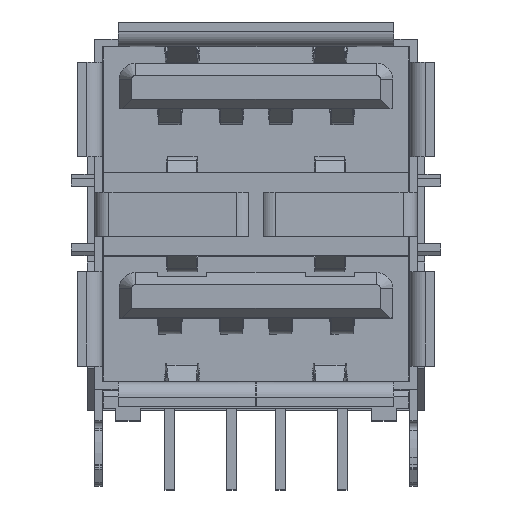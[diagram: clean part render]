
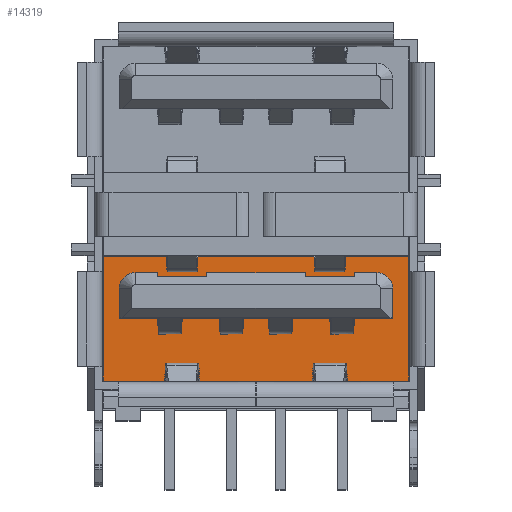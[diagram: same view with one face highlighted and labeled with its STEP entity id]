
A CAD part, top view. The second image highlights one B-rep face of the part: STEP entity #14319.
In plain terms, the highlighted planar face has unit normal (0, 0, 1).
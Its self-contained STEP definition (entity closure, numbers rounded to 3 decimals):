
#73 = CARTESIAN_POINT ( 'NONE',  ( 5.55, -1.584, 8.12 ) ) ;
#447 = CARTESIAN_POINT ( 'NONE',  ( -2., -1.757, 8.12 ) ) ;
#464 = CARTESIAN_POINT ( 'NONE',  ( 4., -0.107, 8.12 ) ) ;
#512 = VECTOR ( 'NONE', #7818, 1000. ) ;
#572 = CARTESIAN_POINT ( 'NONE',  ( 0., -1.584, 8.12 ) ) ;
#735 = DIRECTION ( 'NONE',  ( 1., 0., 0. ) ) ;
#916 = CARTESIAN_POINT ( 'NONE',  ( 5.55, -1.584, 8.12 ) ) ;
#1885 = CARTESIAN_POINT ( 'NONE',  ( 5.55, -2.224, 8.12 ) ) ;
#1886 = VECTOR ( 'NONE', #13813, 1000. ) ;
#2144 = CARTESIAN_POINT ( 'NONE',  ( -5.55, -1.584, 8.12 ) ) ;
#2151 = CARTESIAN_POINT ( 'NONE',  ( 0., -1.757, 8.12 ) ) ;
#2391 = DIRECTION ( 'NONE',  ( 0., -1., 0. ) ) ;
#2435 = ORIENTED_EDGE ( 'NONE', *, *, #3635, .T. ) ;
#2539 = ORIENTED_EDGE ( 'NONE', *, *, #15027, .F. ) ;
#3268 = LINE ( 'NONE', #14029, #18210 ) ;
#3635 = EDGE_CURVE ( 'NONE', #4520, #11021, #8792, .T. ) ;
#3677 = EDGE_CURVE ( 'NONE', #11021, #25174, #7563, .T. ) ;
#4159 = EDGE_CURVE ( 'NONE', #10779, #12647, #21871, .T. ) ;
#4244 = VECTOR ( 'NONE', #20707, 1000. ) ;
#4246 = CARTESIAN_POINT ( 'NONE',  ( 2., -1.584, 8.12 ) ) ;
#4264 = EDGE_CURVE ( 'NONE', #15594, #12037, #3268, .T. ) ;
#4384 = DIRECTION ( 'NONE',  ( 0., 1., 0. ) ) ;
#4415 = VERTEX_POINT ( 'NONE', #21526 ) ;
#4516 = CARTESIAN_POINT ( 'NONE',  ( -4., -1.757, 8.12 ) ) ;
#4520 = VERTEX_POINT ( 'NONE', #447 ) ;
#4579 = ORIENTED_EDGE ( 'NONE', *, *, #4159, .F. ) ;
#4787 = ORIENTED_EDGE ( 'NONE', *, *, #7660, .T. ) ;
#5188 = AXIS2_PLACEMENT_3D ( 'NONE', #19945, #8258, #21891 ) ;
#5481 = DIRECTION ( 'NONE',  ( 0., 1., 0. ) ) ;
#5621 = CARTESIAN_POINT ( 'NONE',  ( 6.2, -0.906, 8.12 ) ) ;
#5923 = PLANE ( 'NONE',  #17762 ) ;
#6043 = EDGE_CURVE ( 'NONE', #22847, #12647, #21374, .T. ) ;
#6226 = EDGE_LOOP ( 'NONE', ( #23360, #14435, #11897, #9396 ) ) ;
#6243 = ORIENTED_EDGE ( 'NONE', *, *, #20250, .T. ) ;
#6458 = ORIENTED_EDGE ( 'NONE', *, *, #3677, .T. ) ;
#6577 = DIRECTION ( 'NONE',  ( 1., 0., 0. ) ) ;
#6579 = ORIENTED_EDGE ( 'NONE', *, *, #23205, .T. ) ;
#6673 = LINE ( 'NONE', #18269, #17052 ) ;
#6836 = DIRECTION ( 'NONE',  ( 0., -1., 0. ) ) ;
#7366 = CARTESIAN_POINT ( 'NONE',  ( -2., -1.584, 8.12 ) ) ;
#7461 = ORIENTED_EDGE ( 'NONE', *, *, #23041, .T. ) ;
#7519 = VERTEX_POINT ( 'NONE', #4516 ) ;
#7563 = LINE ( 'NONE', #572, #19172 ) ;
#7660 = EDGE_CURVE ( 'NONE', #24588, #7519, #10326, .T. ) ;
#7818 = DIRECTION ( 'NONE',  ( -1., 0., 0. ) ) ;
#7878 = DIRECTION ( 'NONE',  ( 1., 0., 0. ) ) ;
#8168 = CARTESIAN_POINT ( 'NONE',  ( -2., -0.107, 8.12 ) ) ;
#8258 = DIRECTION ( 'NONE',  ( 0., 0., 1. ) ) ;
#8686 = CARTESIAN_POINT ( 'NONE',  ( 4., -1.584, 8.12 ) ) ;
#8791 = EDGE_CURVE ( 'NONE', #24047, #12037, #16107, .T. ) ;
#8792 = LINE ( 'NONE', #8168, #23729 ) ;
#8876 = CARTESIAN_POINT ( 'NONE',  ( -4., -1.757, 8.12 ) ) ;
#9189 = LINE ( 'NONE', #22067, #23513 ) ;
#9224 = CARTESIAN_POINT ( 'NONE',  ( 6.2, -5.976, 8.12 ) ) ;
#9308 = EDGE_LOOP ( 'NONE', ( #18675, #6243, #2539, #20772, #18245, #4787, #7461, #2435, #6458, #6579, #18736, #22698, #4579, #11355 ) ) ;
#9396 = ORIENTED_EDGE ( 'NONE', *, *, #19481, .T. ) ;
#9473 = VERTEX_POINT ( 'NONE', #9224 ) ;
#9773 = CIRCLE ( 'NONE', #5188, 0.64 ) ;
#10033 = LINE ( 'NONE', #18748, #4244 ) ;
#10178 = CARTESIAN_POINT ( 'NONE',  ( -6.2, 7.594, 8.12 ) ) ;
#10251 = CARTESIAN_POINT ( 'NONE',  ( -6.2, -5.976, 8.12 ) ) ;
#10326 = LINE ( 'NONE', #8876, #25263 ) ;
#10779 = VERTEX_POINT ( 'NONE', #16304 ) ;
#10818 = DIRECTION ( 'NONE',  ( 0., -1., 0. ) ) ;
#10987 = VECTOR ( 'NONE', #14112, 1000. ) ;
#11021 = VERTEX_POINT ( 'NONE', #7366 ) ;
#11181 = FACE_BOUND ( 'NONE', #9308, .T. ) ;
#11256 = CARTESIAN_POINT ( 'NONE',  ( 4., -1.757, 8.12 ) ) ;
#11342 = CARTESIAN_POINT ( 'NONE',  ( -4.91, -1.584, 8.12 ) ) ;
#11355 = ORIENTED_EDGE ( 'NONE', *, *, #23592, .F. ) ;
#11692 = CARTESIAN_POINT ( 'NONE',  ( 0., -1.757, 8.12 ) ) ;
#11800 = FACE_OUTER_BOUND ( 'NONE', #6226, .T. ) ;
#11879 = CIRCLE ( 'NONE', #23755, 0.64 ) ;
#11897 = ORIENTED_EDGE ( 'NONE', *, *, #8791, .F. ) ;
#12037 = VERTEX_POINT ( 'NONE', #18623 ) ;
#12409 = DIRECTION ( 'NONE',  ( 0., 0., 1. ) ) ;
#12647 = VERTEX_POINT ( 'NONE', #8686 ) ;
#12978 = EDGE_CURVE ( 'NONE', #22872, #22575, #11879, .T. ) ;
#13034 = EDGE_CURVE ( 'NONE', #24588, #22872, #24369, .T. ) ;
#13573 = CARTESIAN_POINT ( 'NONE',  ( 5.55, -3.424, 8.12 ) ) ;
#13662 = DIRECTION ( 'NONE',  ( 1., 0., 0. ) ) ;
#13813 = DIRECTION ( 'NONE',  ( 1., 0., 0. ) ) ;
#13818 = CARTESIAN_POINT ( 'NONE',  ( -4., -1.584, 8.12 ) ) ;
#14002 = VECTOR ( 'NONE', #16500, 1000. ) ;
#14029 = CARTESIAN_POINT ( 'NONE',  ( 0., -0.906, 8.12 ) ) ;
#14112 = DIRECTION ( 'NONE',  ( 0., 1., 0. ) ) ;
#14203 = DIRECTION ( 'NONE',  ( 1., 0., 0. ) ) ;
#14319 = ADVANCED_FACE ( 'NONE', ( #11181, #11800 ), #5923, .T. ) ;
#14435 = ORIENTED_EDGE ( 'NONE', *, *, #4264, .T. ) ;
#14760 = EDGE_CURVE ( 'NONE', #24524, #15663, #16962, .T. ) ;
#15027 = EDGE_CURVE ( 'NONE', #22575, #16669, #23985, .T. ) ;
#15220 = VECTOR ( 'NONE', #6836, 1000. ) ;
#15594 = VERTEX_POINT ( 'NONE', #5621 ) ;
#15663 = VERTEX_POINT ( 'NONE', #1885 ) ;
#15979 = DIRECTION ( 'NONE',  ( -1., 0., 0. ) ) ;
#16107 = LINE ( 'NONE', #10178, #20694 ) ;
#16304 = CARTESIAN_POINT ( 'NONE',  ( 4.91, -1.584, 8.12 ) ) ;
#16336 = VECTOR ( 'NONE', #5481, 1000. ) ;
#16500 = DIRECTION ( 'NONE',  ( -1., 0., 0. ) ) ;
#16669 = VERTEX_POINT ( 'NONE', #22702 ) ;
#16862 = VECTOR ( 'NONE', #13662, 1000. ) ;
#16907 = EDGE_CURVE ( 'NONE', #4415, #22847, #22669, .T. ) ;
#16962 = LINE ( 'NONE', #17144, #16336 ) ;
#17052 = VECTOR ( 'NONE', #6577, 1000. ) ;
#17144 = CARTESIAN_POINT ( 'NONE',  ( 5.55, -3.424, 8.12 ) ) ;
#17594 = CARTESIAN_POINT ( 'NONE',  ( -5.55, -2.224, 8.12 ) ) ;
#17604 = CARTESIAN_POINT ( 'NONE',  ( 0., 0., 8.12 ) ) ;
#17762 = AXIS2_PLACEMENT_3D ( 'NONE', #17604, #19581, #7878 ) ;
#18210 = VECTOR ( 'NONE', #15979, 1000. ) ;
#18245 = ORIENTED_EDGE ( 'NONE', *, *, #13034, .F. ) ;
#18269 = CARTESIAN_POINT ( 'NONE',  ( 0., -5.976, 8.12 ) ) ;
#18529 = CARTESIAN_POINT ( 'NONE',  ( 6.2, -7.594, 8.12 ) ) ;
#18623 = CARTESIAN_POINT ( 'NONE',  ( -6.2, -0.906, 8.12 ) ) ;
#18675 = ORIENTED_EDGE ( 'NONE', *, *, #14760, .F. ) ;
#18736 = ORIENTED_EDGE ( 'NONE', *, *, #16907, .T. ) ;
#18748 = CARTESIAN_POINT ( 'NONE',  ( 0., -3.424, 8.12 ) ) ;
#18816 = VECTOR ( 'NONE', #2391, 1000. ) ;
#19172 = VECTOR ( 'NONE', #14203, 1000. ) ;
#19481 = EDGE_CURVE ( 'NONE', #24047, #9473, #6673, .T. ) ;
#19563 = EDGE_CURVE ( 'NONE', #15594, #9473, #24350, .T. ) ;
#19581 = DIRECTION ( 'NONE',  ( 0., 0., 1. ) ) ;
#19945 = CARTESIAN_POINT ( 'NONE',  ( 4.91, -2.224, 8.12 ) ) ;
#20250 = EDGE_CURVE ( 'NONE', #24524, #16669, #10033, .T. ) ;
#20694 = VECTOR ( 'NONE', #4384, 1000. ) ;
#20707 = DIRECTION ( 'NONE',  ( -1., 0., 0. ) ) ;
#20772 = ORIENTED_EDGE ( 'NONE', *, *, #12978, .F. ) ;
#21374 = LINE ( 'NONE', #464, #10987 ) ;
#21526 = CARTESIAN_POINT ( 'NONE',  ( 2., -1.757, 8.12 ) ) ;
#21871 = LINE ( 'NONE', #73, #512 ) ;
#21889 = DIRECTION ( 'NONE',  ( 0., 1., 0. ) ) ;
#21891 = DIRECTION ( 'NONE',  ( 1., 0., 0. ) ) ;
#22067 = CARTESIAN_POINT ( 'NONE',  ( 2., -1.757, 8.12 ) ) ;
#22575 = VERTEX_POINT ( 'NONE', #17594 ) ;
#22610 = LINE ( 'NONE', #2151, #1886 ) ;
#22669 = LINE ( 'NONE', #11692, #16862 ) ;
#22698 = ORIENTED_EDGE ( 'NONE', *, *, #6043, .T. ) ;
#22702 = CARTESIAN_POINT ( 'NONE',  ( -5.55, -3.424, 8.12 ) ) ;
#22847 = VERTEX_POINT ( 'NONE', #11256 ) ;
#22872 = VERTEX_POINT ( 'NONE', #11342 ) ;
#23041 = EDGE_CURVE ( 'NONE', #7519, #4520, #22610, .T. ) ;
#23205 = EDGE_CURVE ( 'NONE', #25174, #4415, #9189, .T. ) ;
#23360 = ORIENTED_EDGE ( 'NONE', *, *, #19563, .F. ) ;
#23513 = VECTOR ( 'NONE', #24035, 1000. ) ;
#23592 = EDGE_CURVE ( 'NONE', #15663, #10779, #9773, .T. ) ;
#23729 = VECTOR ( 'NONE', #21889, 1000. ) ;
#23755 = AXIS2_PLACEMENT_3D ( 'NONE', #24107, #12409, #735 ) ;
#23985 = LINE ( 'NONE', #2144, #18816 ) ;
#24035 = DIRECTION ( 'NONE',  ( 0., -1., 0. ) ) ;
#24047 = VERTEX_POINT ( 'NONE', #10251 ) ;
#24107 = CARTESIAN_POINT ( 'NONE',  ( -4.91, -2.224, 8.12 ) ) ;
#24350 = LINE ( 'NONE', #18529, #15220 ) ;
#24369 = LINE ( 'NONE', #916, #14002 ) ;
#24524 = VERTEX_POINT ( 'NONE', #13573 ) ;
#24588 = VERTEX_POINT ( 'NONE', #13818 ) ;
#25174 = VERTEX_POINT ( 'NONE', #4246 ) ;
#25263 = VECTOR ( 'NONE', #10818, 1000. ) ;
